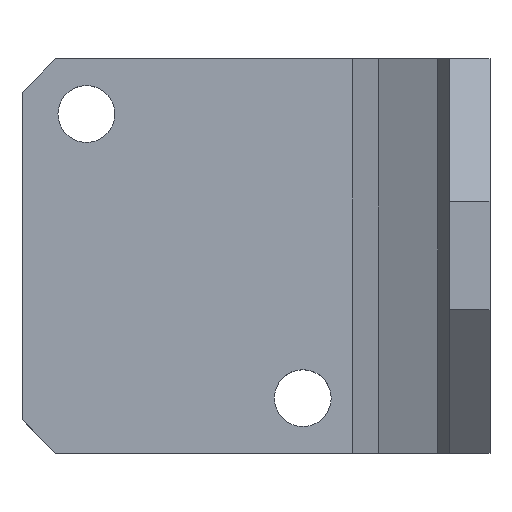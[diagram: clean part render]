
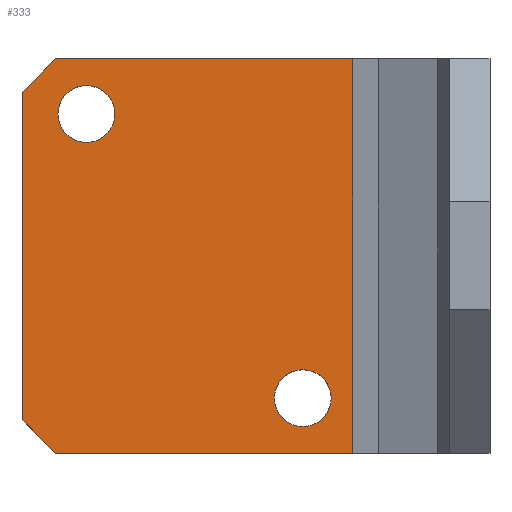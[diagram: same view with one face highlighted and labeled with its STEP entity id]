
A CAD part, top view. The second image highlights one B-rep face of the part: STEP entity #333.
In plain terms, the highlighted planar face has unit normal (0, 0, 1).
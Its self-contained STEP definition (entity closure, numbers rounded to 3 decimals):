
#88 = EDGE_CURVE('',#89,#91,#93,.T.);
#89 = VERTEX_POINT('',#90);
#90 = CARTESIAN_POINT('',(19.8,23.6,2.));
#91 = VERTEX_POINT('',#92);
#92 = CARTESIAN_POINT('',(2.,23.6,2.));
#93 = LINE('',#94,#95);
#94 = CARTESIAN_POINT('',(28.,23.6,2.));
#95 = VECTOR('',#96,1.);
#96 = DIRECTION('',(-1.,0.,0.));
#218 = VERTEX_POINT('',#219);
#219 = CARTESIAN_POINT('',(19.8,0.,2.));
#225 = EDGE_CURVE('',#226,#218,#228,.T.);
#226 = VERTEX_POINT('',#227);
#227 = CARTESIAN_POINT('',(2.,0.,2.));
#228 = LINE('',#229,#230);
#229 = CARTESIAN_POINT('',(2.,0.,2.));
#230 = VECTOR('',#231,1.);
#231 = DIRECTION('',(1.,0.,0.));
#333 = ADVANCED_FACE('',(#334,#366,#377),#388,.T.);
#334 = FACE_BOUND('',#335,.T.);
#335 = EDGE_LOOP('',(#336,#337,#345,#353,#359,#360));
#336 = ORIENTED_EDGE('',*,*,#88,.T.);
#337 = ORIENTED_EDGE('',*,*,#338,.T.);
#338 = EDGE_CURVE('',#91,#339,#341,.T.);
#339 = VERTEX_POINT('',#340);
#340 = CARTESIAN_POINT('',(0.,21.6,2.));
#341 = LINE('',#342,#343);
#342 = CARTESIAN_POINT('',(2.,23.6,2.));
#343 = VECTOR('',#344,1.);
#344 = DIRECTION('',(-0.707,-0.707,0.));
#345 = ORIENTED_EDGE('',*,*,#346,.T.);
#346 = EDGE_CURVE('',#339,#347,#349,.T.);
#347 = VERTEX_POINT('',#348);
#348 = CARTESIAN_POINT('',(0.,2.,2.));
#349 = LINE('',#350,#351);
#350 = CARTESIAN_POINT('',(0.,21.6,2.));
#351 = VECTOR('',#352,1.);
#352 = DIRECTION('',(0.,-1.,0.));
#353 = ORIENTED_EDGE('',*,*,#354,.T.);
#354 = EDGE_CURVE('',#347,#226,#355,.T.);
#355 = LINE('',#356,#357);
#356 = CARTESIAN_POINT('',(0.,2.,2.));
#357 = VECTOR('',#358,1.);
#358 = DIRECTION('',(0.707,-0.707,0.));
#359 = ORIENTED_EDGE('',*,*,#225,.T.);
#360 = ORIENTED_EDGE('',*,*,#361,.T.);
#361 = EDGE_CURVE('',#218,#89,#362,.T.);
#362 = LINE('',#363,#364);
#363 = CARTESIAN_POINT('',(19.8,0.,2.));
#364 = VECTOR('',#365,1.);
#365 = DIRECTION('',(0.,1.,0.));
#366 = FACE_BOUND('',#367,.T.);
#367 = EDGE_LOOP('',(#368));
#368 = ORIENTED_EDGE('',*,*,#369,.F.);
#369 = EDGE_CURVE('',#370,#370,#372,.T.);
#370 = VERTEX_POINT('',#371);
#371 = CARTESIAN_POINT('',(18.5,3.3,2.));
#372 = CIRCLE('',#373,1.7);
#373 = AXIS2_PLACEMENT_3D('',#374,#375,#376);
#374 = CARTESIAN_POINT('',(16.8,3.3,2.));
#375 = DIRECTION('',(0.,0.,1.));
#376 = DIRECTION('',(1.,0.,0.));
#377 = FACE_BOUND('',#378,.T.);
#378 = EDGE_LOOP('',(#379));
#379 = ORIENTED_EDGE('',*,*,#380,.F.);
#380 = EDGE_CURVE('',#381,#381,#383,.T.);
#381 = VERTEX_POINT('',#382);
#382 = CARTESIAN_POINT('',(5.55,20.3,2.));
#383 = CIRCLE('',#384,1.7);
#384 = AXIS2_PLACEMENT_3D('',#385,#386,#387);
#385 = CARTESIAN_POINT('',(3.85,20.3,2.));
#386 = DIRECTION('',(0.,0.,1.));
#387 = DIRECTION('',(1.,0.,0.));
#388 = PLANE('',#389);
#389 = AXIS2_PLACEMENT_3D('',#390,#391,#392);
#390 = CARTESIAN_POINT('',(14.342,11.8,2.));
#391 = DIRECTION('',(0.,0.,1.));
#392 = DIRECTION('',(1.,0.,0.));
